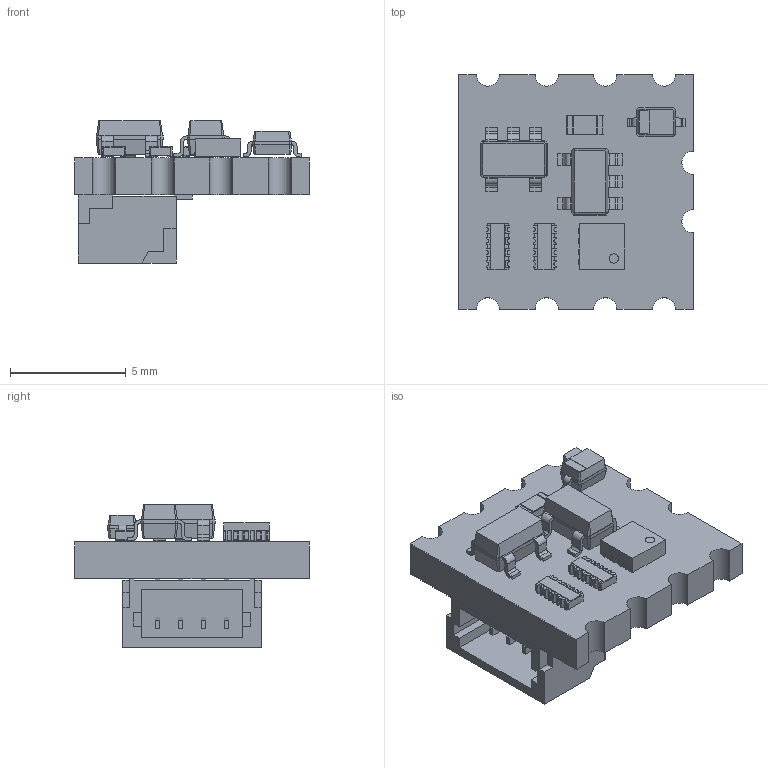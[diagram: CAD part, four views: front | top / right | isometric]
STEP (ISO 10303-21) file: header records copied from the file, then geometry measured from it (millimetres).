
FILE_DESCRIPTION(('KiCad electronic assembly'),'2;1');
FILE_NAME('MiniMeter.step','2024-01-18T15:19:24',('Pcbnew'),('Kicad'), 'Open CASCADE STEP processor 7.5','KiCad to STEP converter','Unknown' );
FILE_SCHEMA(('AUTOMOTIVE_DESIGN { 1 0 10303 214 1 1 1 1 }'));
Length unit declared in the file: millimetre
Products named in the file (14): MiniMeter 1; SOT-23-5; SOLID; R_0603_1608Metric; R_Array_Concave_4x0402; DFN-8-1EP_2x2mm_P0.45mm_EP0.64x1.38mm; D_SOD-323; QWIIC-JST-SH-4P; MiniMeter PCB
Assembly tree (15 placements, depth 3):
  MiniMeter 1
    SOT-23-5  x2
      SOLID
    R_0603_1608Metric
      SOLID
    R_Array_Concave_4x0402  x2
      SOLID
    DFN-8-1EP_2x2mm_P0.45mm_EP0.64x1.38mm
      SOLID
    D_SOD-323
      SOLID
    QWIIC-JST-SH-4P
      SOLID
    MiniMeter PCB
Bounding box: 10.16 x 10.16 x 6.15 mm (x, y, z)
Volume: 222.9 mm3; surface area: 536.1 mm2
Topology: 9 solids, 9 shells, 768 faces, 2120 edges, 1378 vertices
Faces by surface type: plane 497, cylinder 187, bspline 84
Full cylindrical faces by diameter (mm): 0.4 x1
Entity records: 40680 total; most frequent: CARTESIAN_POINT 9466, DIRECTION 5026, LINE 3553, VECTOR 3553, ORIENTED_EDGE 2834, PCURVE 2834, DEFINITIONAL_REPRESENTATION 2834, EDGE_CURVE 1417
